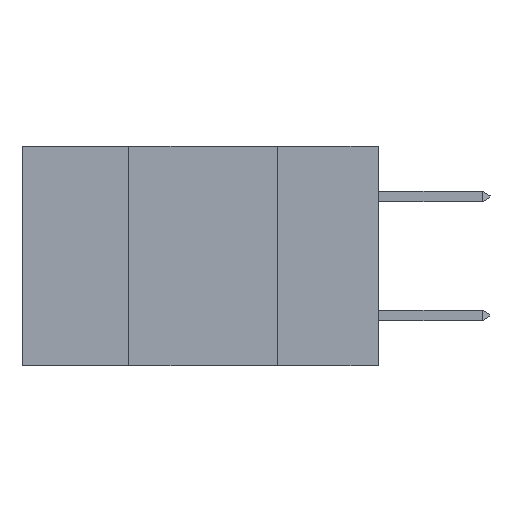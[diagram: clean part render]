
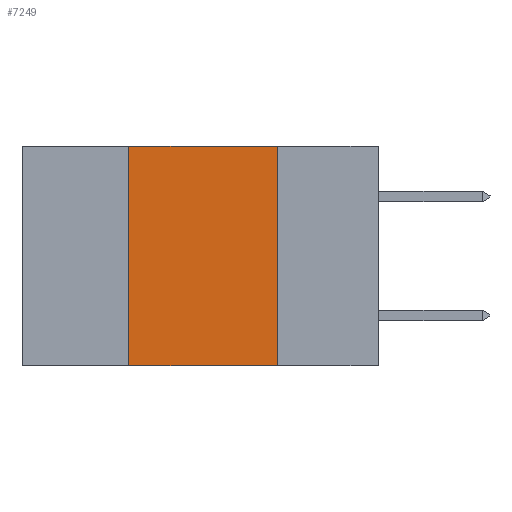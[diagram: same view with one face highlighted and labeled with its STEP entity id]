
A CAD part, left-side view. The second image highlights one B-rep face of the part: STEP entity #7249.
In plain terms, the highlighted planar face has unit normal (-1, 0, 0).
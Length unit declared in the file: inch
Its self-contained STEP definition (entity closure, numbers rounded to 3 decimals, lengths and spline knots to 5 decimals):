
#801 = CARTESIAN_POINT ( 'NONE',  ( 0., 0.17, 0. ) ) ;
#1094 = DIRECTION ( 'NONE',  ( 0., 0., -1. ) ) ;
#2095 = VERTEX_POINT ( 'NONE', #8836 ) ;
#2224 = DIRECTION ( 'NONE',  ( 0., -1., 0. ) ) ;
#2286 = VECTOR ( 'NONE', #14279, 39.37008 ) ;
#4960 = PLANE ( 'NONE',  #12751 ) ;
#5132 = EDGE_CURVE ( 'NONE', #9566, #5869, #8422, .T. ) ;
#5869 = VERTEX_POINT ( 'NONE', #801 ) ;
#6005 = ORIENTED_EDGE ( 'NONE', *, *, #7413, .F. ) ;
#6773 = CARTESIAN_POINT ( 'NONE',  ( 0., 0.6, -0.37 ) ) ;
#7249 = ADVANCED_FACE ( 'NONE', ( #9896 ), #4960, .F. ) ;
#7413 = EDGE_CURVE ( 'NONE', #10815, #9566, #11732, .T. ) ;
#7581 = DIRECTION ( 'NONE',  ( 0., 0., -1. ) ) ;
#7896 = VECTOR ( 'NONE', #11754, 39.37008 ) ;
#8120 = VECTOR ( 'NONE', #2224, 39.37008 ) ;
#8298 = EDGE_CURVE ( 'NONE', #10815, #2095, #10841, .T. ) ;
#8422 = LINE ( 'NONE', #14972, #8120 ) ;
#8836 = CARTESIAN_POINT ( 'NONE',  ( 0., 0.17, -0.37 ) ) ;
#9314 = EDGE_CURVE ( 'NONE', #5869, #2095, #11051, .T. ) ;
#9566 = VERTEX_POINT ( 'NONE', #13758 ) ;
#9896 = FACE_OUTER_BOUND ( 'NONE', #13512, .T. ) ;
#9927 = CARTESIAN_POINT ( 'NONE',  ( 0., 0.6, 0. ) ) ;
#10815 = VERTEX_POINT ( 'NONE', #11300 ) ;
#10841 = LINE ( 'NONE', #6773, #7896 ) ;
#11051 = LINE ( 'NONE', #12032, #12353 ) ;
#11300 = CARTESIAN_POINT ( 'NONE',  ( 0., 0.42, -0.37 ) ) ;
#11732 = LINE ( 'NONE', #15676, #2286 ) ;
#11754 = DIRECTION ( 'NONE',  ( 0., -1., 0. ) ) ;
#11861 = ORIENTED_EDGE ( 'NONE', *, *, #9314, .F. ) ;
#12032 = CARTESIAN_POINT ( 'NONE',  ( 0., 0.17, -0.37 ) ) ;
#12353 = VECTOR ( 'NONE', #1094, 39.37008 ) ;
#12751 = AXIS2_PLACEMENT_3D ( 'NONE', #9927, #13710, #7581 ) ;
#13512 = EDGE_LOOP ( 'NONE', ( #11861, #13858, #6005, #14620 ) ) ;
#13710 = DIRECTION ( 'NONE',  ( 1., 0., 0. ) ) ;
#13758 = CARTESIAN_POINT ( 'NONE',  ( 0., 0.42, 0. ) ) ;
#13858 = ORIENTED_EDGE ( 'NONE', *, *, #5132, .F. ) ;
#14279 = DIRECTION ( 'NONE',  ( 0., 0., 1. ) ) ;
#14620 = ORIENTED_EDGE ( 'NONE', *, *, #8298, .T. ) ;
#14972 = CARTESIAN_POINT ( 'NONE',  ( 0., 0.6, 0. ) ) ;
#15676 = CARTESIAN_POINT ( 'NONE',  ( 0., 0.42, -0.37 ) ) ;
